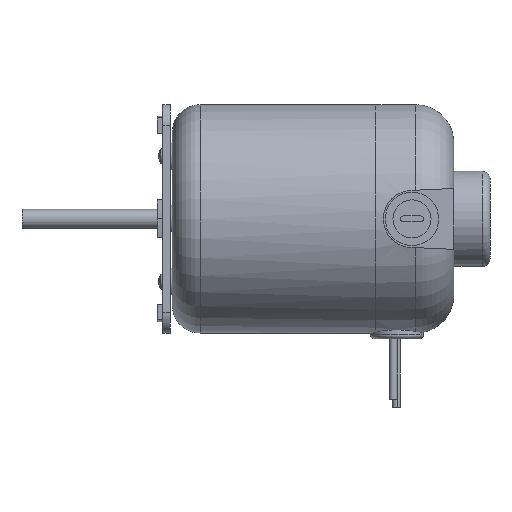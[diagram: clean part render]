
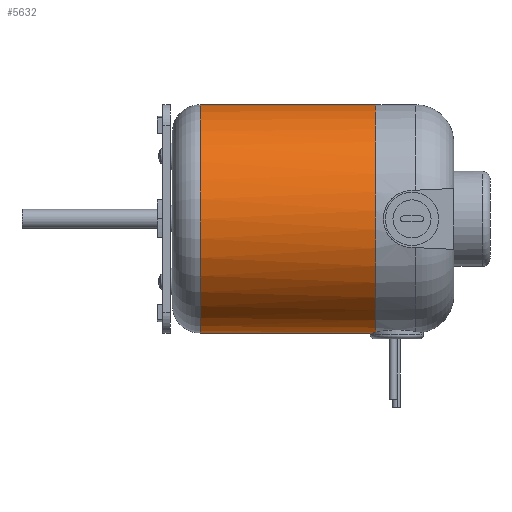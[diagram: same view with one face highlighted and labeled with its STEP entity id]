
A CAD part, front view. The second image highlights one B-rep face of the part: STEP entity #5632.
In plain terms, the highlighted cylindrical face has radius 30 mm (diameter 60 mm), a partial arc.
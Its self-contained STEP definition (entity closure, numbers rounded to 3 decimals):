
#5044=CARTESIAN_POINT('POINT6329',(9.8,0.,
   30.));
#5045=VERTEX_POINT('VERTEX6329',#5044);
#5054=CARTESIAN_POINT('POINT6330',(9.8,0.,
   -30.));
#5055=VERTEX_POINT('VERTEX6330',#5054);
#5063=CARTESIAN_POINT('POS8725',(9.8,0.,0.));
#5064=DIRECTION('DIR13515',(-1.,0.,0.));
#5065=DIRECTION('DIR13516',(0.,0.,1.));
#5066=AXIS2_PLACEMENT_3D('AXIS4791',#5063,#5064,#5065);
#5067=CIRCLE('ELLIPSE2335',#5066,30.);
#5068=EDGE_CURVE('EDGE10372',#5055,#5045,#5067,.T.);
#5586=CARTESIAN_POINT('POINT6352',(56.,0.,
   30.));
#5587=VERTEX_POINT('VERTEX6352',#5586);
#5588=CARTESIAN_POINT('POS8750',(32.9,0.,
   30.));
#5589=DIRECTION('DIR13559',(-1.,0.,0.));
#5590=VECTOR('VEC3941',#5589,1.);
#5591=LINE('STRAIGHT3941',#5588,#5590);
#5592=EDGE_CURVE('EDGE10407',#5587,#5045,#5591,.T.);
#5593=ORIENTED_EDGE('COEDGE20863',*,*,#5592,.T.);
#5594=ORIENTED_EDGE('COEDGE20864',*,*,#5068,.F.);
#5595=CARTESIAN_POINT('POINT6353',(54.5,
   0.,-30.));
#5596=VERTEX_POINT('VERTEX6353',#5595);
#5597=CARTESIAN_POINT('POS8751',(32.9,0.,
   -30.));
#5598=DIRECTION('DIR13560',(1.,0.,0.));
#5599=VECTOR('VEC3942',#5598,1.);
#5600=LINE('STRAIGHT3942',#5597,#5599);
#5601=EDGE_CURVE('EDGE10408',#5055,#5596,#5600,.T.);
#5602=ORIENTED_EDGE('COEDGE20865',*,*,#5601,.T.);
#5603=CARTESIAN_POINT('POINT6354',(56.,-4.33,
   -29.686));
#5604=VERTEX_POINT('VERTEX6354',#5603);
#5605=B_SPLINE_CURVE_WITH_KNOTS('SPLINE_CRV1861',3,(#5606,#5607,#5608,
   #5609,#5610,#5611,#5612,#5613,#5614,#5615),.UNSPECIFIED.,.F.,.F.,(4,2
   ,2,2,4),(6.114,6.619,
   7.942,9.266,10.589),
   .UNSPECIFIED.);
#5606=CARTESIAN_POINT('',(56.,-4.33,
   -29.686));
#5607=CARTESIAN_POINT('',(55.893,-4.194,
   -29.706));
#5608=CARTESIAN_POINT('',(55.79,-4.054,
   -29.725));
#5609=CARTESIAN_POINT('',(55.436,-3.527,
   -29.794));
#5610=CARTESIAN_POINT('',(55.214,-3.114,
   -29.841));
#5611=CARTESIAN_POINT('',(54.856,-2.252,
   -29.918));
#5612=CARTESIAN_POINT('',(54.72,-1.803,
   -29.949));
#5613=CARTESIAN_POINT('',(54.542,-0.897,
   -29.99));
#5614=CARTESIAN_POINT('',(54.5,-0.441,
   -30.));
#5615=CARTESIAN_POINT('',(54.5,0.,
   -30.));
#5616=EDGE_CURVE('EDGE10409',#5604,#5596,#5605,.T.);
#5617=ORIENTED_EDGE('COEDGE20866',*,*,#5616,.F.);
#5618=CARTESIAN_POINT('POS8752',(56.,0.,0.));
#5619=DIRECTION('DIR13561',(-1.,0.,0.));
#5620=DIRECTION('DIR13562',(0.,0.,1.));
#5621=AXIS2_PLACEMENT_3D('AXIS4810',#5618,#5619,#5620);
#5622=CIRCLE('ELLIPSE2346',#5621,30.);
#5623=EDGE_CURVE('EDGE10410',#5604,#5587,#5622,.T.);
#5624=ORIENTED_EDGE('COEDGE20867',*,*,#5623,.T.);
#5625=EDGE_LOOP('NONE',(#5593,#5594,#5602,#5617,#5624));
#5626=FACE_BOUND('LOOP1',#5625,.T.);
#5627=CARTESIAN_POINT('POS8753',(32.9,0.,0.));
#5628=DIRECTION('DIR13563',(-1.,0.,0.));
#5629=DIRECTION('DIR13564',(0.,0.,1.));
#5630=AXIS2_PLACEMENT_3D('AXIS4811',#5627,#5628,#5629);
#5631=CYLINDRICAL_SURFACE('CONE_SURF919',#5630,30.);
#5632=ADVANCED_FACE('FACE4540',(#5626),#5631,.T.);
